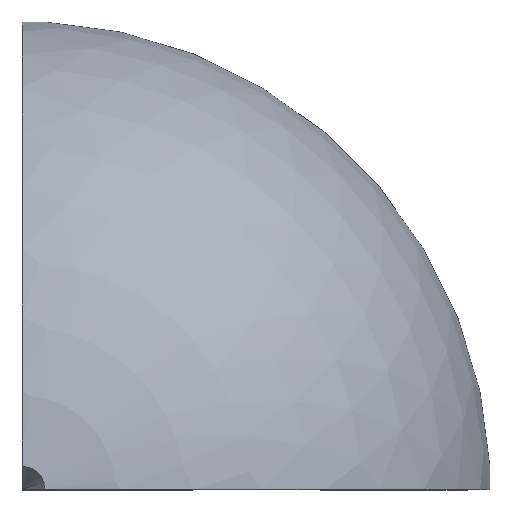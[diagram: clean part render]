
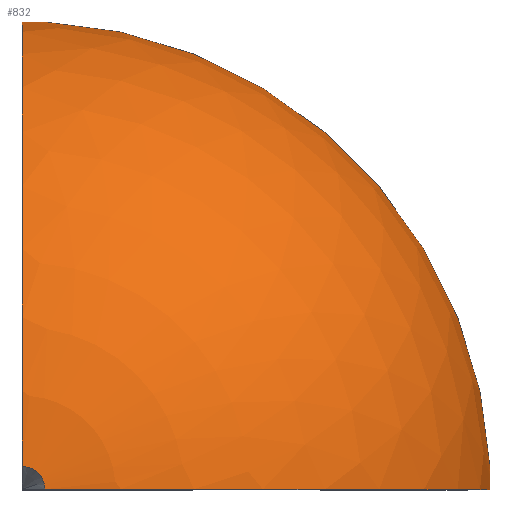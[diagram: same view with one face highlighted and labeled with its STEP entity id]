
A CAD part, top view. The second image highlights one B-rep face of the part: STEP entity #832.
In plain terms, the highlighted spherical face has radius 30 mm.
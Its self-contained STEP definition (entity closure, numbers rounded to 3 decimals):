
#73=CARTESIAN_POINT('',(29.964,0.0,1.464));
#74=VERTEX_POINT('',#73);
#75=CARTESIAN_POINT('',(29.964,1.464,0.0));
#76=VERTEX_POINT('',#75);
#77=CARTESIAN_POINT('',(29.964,0.0,0.));
#78=DIRECTION('',(-1.0,0.0,0.0));
#79=DIRECTION('',(0.0,0.0,1.0));
#80=AXIS2_PLACEMENT_3D('',#77,#78,#79);
#81=CIRCLE('',#80,1.464);
#82=EDGE_CURVE('',#74,#76,#81,.T.);
#187=CARTESIAN_POINT('',(1.464,29.964,0.0));
#188=VERTEX_POINT('',#187);
#195=CARTESIAN_POINT('',(0.0,0.0,0.0));
#196=DIRECTION('',(0.0,0.0,-1.0));
#197=DIRECTION('',(-1.0,0.0,0.0));
#198=AXIS2_PLACEMENT_3D('',#195,#196,#197);
#199=CIRCLE('',#198,30.0);
#200=EDGE_CURVE('',#188,#76,#199,.T.);
#221=CARTESIAN_POINT('',(0.,1.464,29.964));
#222=VERTEX_POINT('',#221);
#223=CARTESIAN_POINT('',(1.464,0.0,29.964));
#224=VERTEX_POINT('',#223);
#225=CARTESIAN_POINT('',(0.,0.,29.964));
#226=DIRECTION('',(0.0,0.0,-1.0));
#227=DIRECTION('',(0.0,1.0,0.0));
#228=AXIS2_PLACEMENT_3D('',#225,#226,#227);
#229=CIRCLE('',#228,1.464);
#230=EDGE_CURVE('',#222,#224,#229,.T.);
#255=CARTESIAN_POINT('',(0.0,0.0,0.0));
#256=DIRECTION('',(0.0,-1.0,0.0));
#257=DIRECTION('',(1.0,0.0,0.0));
#258=AXIS2_PLACEMENT_3D('',#255,#256,#257);
#259=CIRCLE('',#258,30.0);
#260=EDGE_CURVE('',#74,#224,#259,.T.);
#344=CARTESIAN_POINT('',(0.,29.964,1.464));
#345=VERTEX_POINT('',#344);
#346=CARTESIAN_POINT('',(0.,29.964,0.));
#347=DIRECTION('',(0.0,-1.0,0.0));
#348=DIRECTION('',(0.0,0.0,1.0));
#349=AXIS2_PLACEMENT_3D('',#346,#347,#348);
#350=CIRCLE('',#349,1.464);
#351=EDGE_CURVE('',#188,#345,#350,.T.);
#369=CARTESIAN_POINT('',(0.0,0.0,0.0));
#370=DIRECTION('',(1.0,0.0,0.0));
#371=DIRECTION('',(0.0,0.0,-1.0));
#372=AXIS2_PLACEMENT_3D('',#369,#370,#371);
#373=CIRCLE('',#372,30.0);
#374=EDGE_CURVE('',#345,#222,#373,.T.);
#819=CARTESIAN_POINT('',(0.0,0.0,0.0));
#820=DIRECTION('',(0.0,0.0,1.0));
#821=DIRECTION('',(1.0,0.0,0.0));
#822=AXIS2_PLACEMENT_3D('',#819,#820,#821);
#823=SPHERICAL_SURFACE('',#822,30.0);
#824=ORIENTED_EDGE('',*,*,#82,.T.);
#825=ORIENTED_EDGE('',*,*,#200,.F.);
#826=ORIENTED_EDGE('',*,*,#351,.T.);
#827=ORIENTED_EDGE('',*,*,#374,.T.);
#828=ORIENTED_EDGE('',*,*,#230,.T.);
#829=ORIENTED_EDGE('',*,*,#260,.F.);
#830=EDGE_LOOP('',(#824,#825,#826,#827,#828,#829));
#831=FACE_OUTER_BOUND('',#830,.T.);
#832=ADVANCED_FACE('',(#831),#823,.T.);
